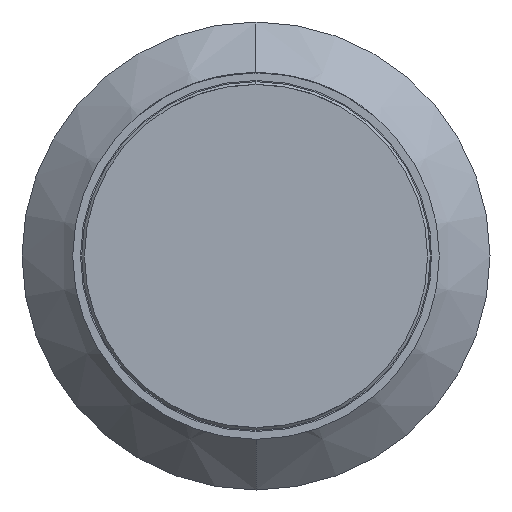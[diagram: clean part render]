
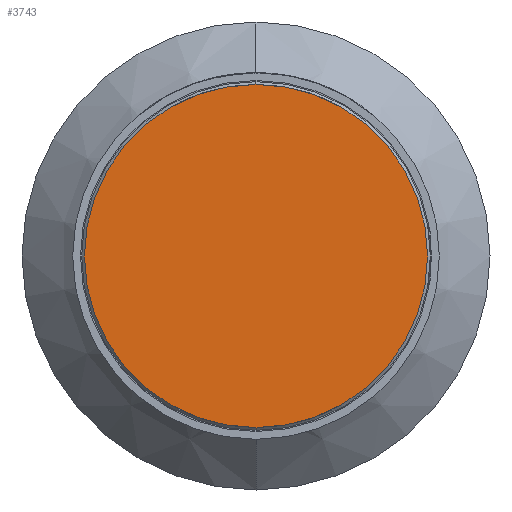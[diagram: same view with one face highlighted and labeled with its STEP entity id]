
A CAD part, front view. The second image highlights one B-rep face of the part: STEP entity #3743.
In plain terms, the highlighted planar face has unit normal (0, -1, 0).
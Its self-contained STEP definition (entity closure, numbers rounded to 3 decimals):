
#438 = VERTEX_POINT ( 'NONE', #828 ) ;
#510 = CARTESIAN_POINT ( 'NONE',  ( 2.2, 0., 0. ) ) ;
#747 = CIRCLE ( 'NONE', #1013, 2.2 ) ;
#828 = CARTESIAN_POINT ( 'NONE',  ( -2.2, 0., 0. ) ) ;
#888 = EDGE_LOOP ( 'NONE', ( #3599, #1712 ) ) ;
#1013 = AXIS2_PLACEMENT_3D ( 'NONE', #3835, #1957, #3815 ) ;
#1117 = CARTESIAN_POINT ( 'NONE',  ( 0., 0., -1.9 ) ) ;
#1391 = DIRECTION ( 'NONE',  ( 0., -1., 0. ) ) ;
#1444 = EDGE_CURVE ( 'Defeature ausgef�hrt1_8+Defeature ausgef�hrt1_15+Defeature ausgef�hrt1_15+Defeature ausgef�hrt1_15', #3615, #438, #747, .T. ) ;
#1536 = EDGE_CURVE ( 'Defeature ausgef�hrt1_8+Defeature ausgef�hrt1_15+Defeature ausgef�hrt1_15+Defeature ausgef�hrt1_15', #438, #3615, #1587, .T. ) ;
#1587 = CIRCLE ( 'NONE', #3712, 2.2 ) ;
#1712 = ORIENTED_EDGE ( 'NONE', *, *, #1444, .T. ) ;
#1770 = FACE_OUTER_BOUND ( 'NONE', #888, .T. ) ;
#1957 = DIRECTION ( 'NONE',  ( 0., -1., 0. ) ) ;
#2740 = DIRECTION ( 'NONE',  ( 1., 0., 0. ) ) ;
#2944 = CARTESIAN_POINT ( 'NONE',  ( 0., 0., 0. ) ) ;
#3262 = AXIS2_PLACEMENT_3D ( 'NONE', #1117, #3364, #2740 ) ;
#3364 = DIRECTION ( 'NONE',  ( 0., 1., 0. ) ) ;
#3599 = ORIENTED_EDGE ( 'NONE', *, *, #1536, .T. ) ;
#3612 = DIRECTION ( 'NONE',  ( -1., 0., 0. ) ) ;
#3615 = VERTEX_POINT ( 'NONE', #510 ) ;
#3712 = AXIS2_PLACEMENT_3D ( 'NONE', #2944, #1391, #3612 ) ;
#3743 = ADVANCED_FACE ( 'Defeature ausgef�hrt1_8', ( #1770 ), #4037, .F. ) ;
#3815 = DIRECTION ( 'NONE',  ( -1., 0., 0. ) ) ;
#3835 = CARTESIAN_POINT ( 'NONE',  ( 0., 0., 0. ) ) ;
#4037 = PLANE ( 'NONE',  #3262 ) ;
